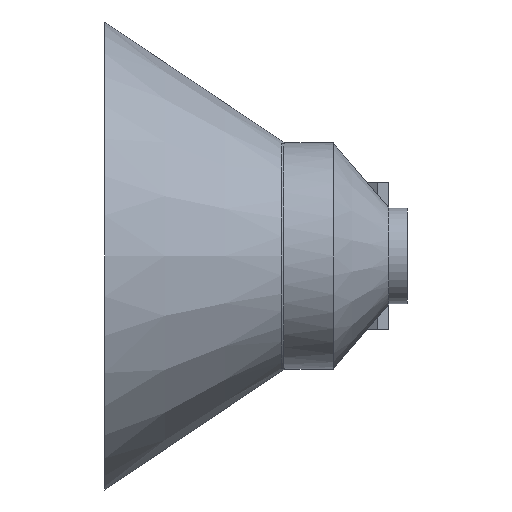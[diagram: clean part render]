
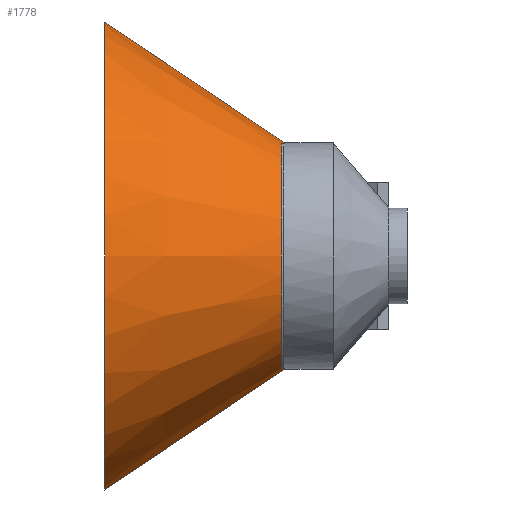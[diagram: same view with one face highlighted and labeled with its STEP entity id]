
A CAD part, left-side view. The second image highlights one B-rep face of the part: STEP entity #1778.
In plain terms, the highlighted conical face has half-angle 33.887 degrees and reference radius 17.66 mm.
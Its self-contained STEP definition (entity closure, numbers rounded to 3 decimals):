
#37 = DIRECTION ( 'NONE',  ( 0., 0.83, 0.558 ) ) ;
#51 = CARTESIAN_POINT ( 'NONE',  ( -5.937, 18.719, -30.427 ) ) ;
#112 = DIRECTION ( 'NONE',  ( 0., 0., 1. ) ) ;
#134 = B_SPLINE_CURVE_WITH_KNOTS ( 'NONE', 3,
 ( #2028, #51, #682, #2052 ),
 .UNSPECIFIED., .F., .F.,
 ( 4, 4 ),
 ( 0.099, 0.103 ),
 .UNSPECIFIED. ) ;
#149 = VERTEX_POINT ( 'NONE', #2440 ) ;
#191 = EDGE_CURVE ( 'NONE', #2503, #1280, #677, .T. ) ;
#217 = EDGE_CURVE ( 'NONE', #1480, #1355, #1259, .T. ) ;
#226 = LINE ( 'NONE', #1644, #1805 ) ;
#231 = ORIENTED_EDGE ( 'NONE', *, *, #845, .F. ) ;
#266 = AXIS2_PLACEMENT_3D ( 'NONE', #1505, #589, #321 ) ;
#292 = ORIENTED_EDGE ( 'NONE', *, *, #884, .T. ) ;
#296 = VECTOR ( 'NONE', #2399, 1000. ) ;
#305 = AXIS2_PLACEMENT_3D ( 'NONE', #2479, #1919, #112 ) ;
#321 = DIRECTION ( 'NONE',  ( 0., 0., 1. ) ) ;
#355 = ORIENTED_EDGE ( 'NONE', *, *, #2485, .F. ) ;
#373 = CARTESIAN_POINT ( 'NONE',  ( 0., 18.206, 0. ) ) ;
#374 = ORIENTED_EDGE ( 'NONE', *, *, #2251, .T. ) ;
#434 = ORIENTED_EDGE ( 'NONE', *, *, #191, .F. ) ;
#541 = CARTESIAN_POINT ( 'NONE',  ( -3.581, 18.206, 30.427 ) ) ;
#571 = DIRECTION ( 'NONE',  ( 0., 1., 0. ) ) ;
#586 = CARTESIAN_POINT ( 'NONE',  ( 0., -1.115, 0. ) ) ;
#589 = DIRECTION ( 'NONE',  ( 0., 1., 0. ) ) ;
#603 = CARTESIAN_POINT ( 'NONE',  ( -7.07, 19.1, -30.427 ) ) ;
#661 = VERTEX_POINT ( 'NONE', #1410 ) ;
#677 = CIRCLE ( 'NONE', #266, 63.409 ) ;
#682 = CARTESIAN_POINT ( 'NONE',  ( -4.776, 18.414, -30.427 ) ) ;
#744 = CARTESIAN_POINT ( 'NONE',  ( -7.07, 19.1, 30.427 ) ) ;
#810 = DIRECTION ( 'NONE',  ( 0., 0., 1. ) ) ;
#837 = AXIS2_PLACEMENT_3D ( 'NONE', #1340, #958, #1738 ) ;
#845 = EDGE_CURVE ( 'NONE', #1140, #149, #2471, .T. ) ;
#884 = EDGE_CURVE ( 'NONE', #661, #1280, #226, .T. ) ;
#908 = ORIENTED_EDGE ( 'NONE', *, *, #217, .T. ) ;
#958 = DIRECTION ( 'NONE',  ( 0., 1., 0. ) ) ;
#1012 = CIRCLE ( 'NONE', #1347, 30.637 ) ;
#1094 = EDGE_LOOP ( 'NONE', ( #1808, #908, #355, #374, #231, #2231, #292, #434 ) ) ;
#1140 = VERTEX_POINT ( 'NONE', #1225 ) ;
#1225 = CARTESIAN_POINT ( 'NONE',  ( -3.581, 18.206, 30.427 ) ) ;
#1253 = CARTESIAN_POINT ( 'NONE',  ( 0., 67., -63.409 ) ) ;
#1259 = CIRCLE ( 'NONE', #305, 30.637 ) ;
#1280 = VERTEX_POINT ( 'NONE', #2055 ) ;
#1335 = CARTESIAN_POINT ( 'NONE',  ( -4.175, 18.31, 30.427 ) ) ;
#1340 = CARTESIAN_POINT ( 'NONE',  ( 0., 19.1, 0. ) ) ;
#1347 = AXIS2_PLACEMENT_3D ( 'NONE', #373, #571, #810 ) ;
#1355 = VERTEX_POINT ( 'NONE', #2200 ) ;
#1374 = FACE_OUTER_BOUND ( 'NONE', #1094, .T. ) ;
#1408 = CARTESIAN_POINT ( 'NONE',  ( 0., 18.206, -30.637 ) ) ;
#1410 = CARTESIAN_POINT ( 'NONE',  ( 0., 18.206, 30.637 ) ) ;
#1480 = VERTEX_POINT ( 'NONE', #1408 ) ;
#1505 = CARTESIAN_POINT ( 'NONE',  ( 0., 67., 0. ) ) ;
#1644 = CARTESIAN_POINT ( 'NONE',  ( 0., -1.115, 17.66 ) ) ;
#1732 = CARTESIAN_POINT ( 'NONE',  ( -6.504, 18.91, 30.427 ) ) ;
#1738 = DIRECTION ( 'NONE',  ( 0., 0., 1. ) ) ;
#1752 = CIRCLE ( 'NONE', #837, 31.238 ) ;
#1778 = ADVANCED_FACE ( 'NONE', ( #1374 ), #2053, .T. ) ;
#1805 = VECTOR ( 'NONE', #37, 1000. ) ;
#1808 = ORIENTED_EDGE ( 'NONE', *, *, #1928, .F. ) ;
#1844 = LINE ( 'NONE', #2443, #296 ) ;
#1919 = DIRECTION ( 'NONE',  ( 0., 1., 0. ) ) ;
#1928 = EDGE_CURVE ( 'NONE', #1480, #2503, #1844, .T. ) ;
#1934 = CARTESIAN_POINT ( 'NONE',  ( -4.768, 18.439, 30.427 ) ) ;
#1948 = CARTESIAN_POINT ( 'NONE',  ( -5.931, 18.738, 30.427 ) ) ;
#2028 = CARTESIAN_POINT ( 'NONE',  ( -7.07, 19.1, -30.427 ) ) ;
#2052 = CARTESIAN_POINT ( 'NONE',  ( -3.581, 18.206, -30.427 ) ) ;
#2053 = CONICAL_SURFACE ( 'NONE', #2478, 17.66, 0.591 ) ;
#2055 = CARTESIAN_POINT ( 'NONE',  ( 0., 67., 63.409 ) ) ;
#2200 = CARTESIAN_POINT ( 'NONE',  ( -3.581, 18.206, -30.427 ) ) ;
#2202 = DIRECTION ( 'NONE',  ( 0., 0., 1. ) ) ;
#2231 = ORIENTED_EDGE ( 'NONE', *, *, #2352, .T. ) ;
#2251 = EDGE_CURVE ( 'NONE', #2326, #149, #1752, .T. ) ;
#2326 = VERTEX_POINT ( 'NONE', #603 ) ;
#2352 = EDGE_CURVE ( 'NONE', #1140, #661, #1012, .T. ) ;
#2399 = DIRECTION ( 'NONE',  ( 0., 0.83, -0.558 ) ) ;
#2440 = CARTESIAN_POINT ( 'NONE',  ( -7.07, 19.1, 30.427 ) ) ;
#2443 = CARTESIAN_POINT ( 'NONE',  ( 0., -1.115, -17.66 ) ) ;
#2471 = B_SPLINE_CURVE_WITH_KNOTS ( 'NONE', 3,
 ( #541, #1335, #1934, #1948, #1732, #744 ),
 .UNSPECIFIED., .F., .F.,
 ( 4, 2, 4 ),
 ( 0.11, 0.112, 0.113 ),
 .UNSPECIFIED. ) ;
#2478 = AXIS2_PLACEMENT_3D ( 'NONE', #586, #2510, #2202 ) ;
#2479 = CARTESIAN_POINT ( 'NONE',  ( 0., 18.206, 0. ) ) ;
#2485 = EDGE_CURVE ( 'NONE', #2326, #1355, #134, .T. ) ;
#2503 = VERTEX_POINT ( 'NONE', #1253 ) ;
#2510 = DIRECTION ( 'NONE',  ( 0., 1., 0. ) ) ;
